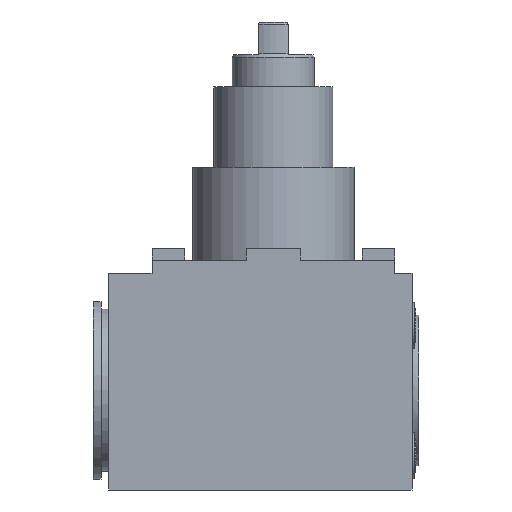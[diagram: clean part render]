
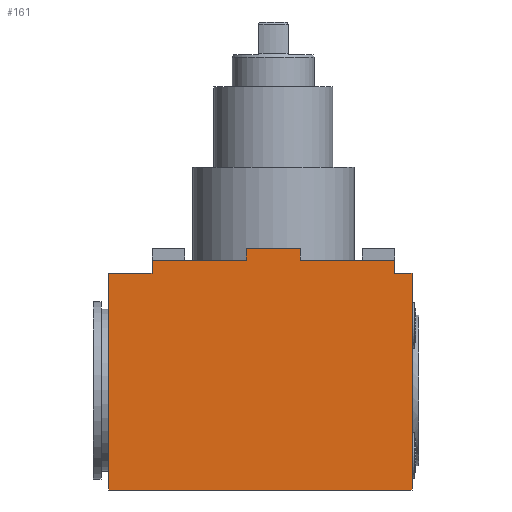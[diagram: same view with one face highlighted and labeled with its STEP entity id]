
A CAD part, front view. The second image highlights one B-rep face of the part: STEP entity #161.
In plain terms, the highlighted planar face has unit normal (0, -1, 0).
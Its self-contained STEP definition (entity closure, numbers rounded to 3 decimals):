
#97=FACE_OUTER_BOUND('',#412,.T.);
#161=ADVANCED_FACE('',(#97),#231,.F.);
#231=PLANE('',#1485);
#412=EDGE_LOOP('',(#621,#622,#623,#624,#625,#626,#627,#628,#629,#630,#631,
#632));
#621=ORIENTED_EDGE('',*,*,#1077,.F.);
#622=ORIENTED_EDGE('',*,*,#998,.F.);
#623=ORIENTED_EDGE('',*,*,#1076,.F.);
#624=ORIENTED_EDGE('',*,*,#1078,.F.);
#625=ORIENTED_EDGE('',*,*,#1079,.F.);
#626=ORIENTED_EDGE('',*,*,#1080,.F.);
#627=ORIENTED_EDGE('',*,*,#1081,.F.);
#628=ORIENTED_EDGE('',*,*,#1082,.T.);
#629=ORIENTED_EDGE('',*,*,#1083,.F.);
#630=ORIENTED_EDGE('',*,*,#1084,.F.);
#631=ORIENTED_EDGE('',*,*,#1085,.F.);
#632=ORIENTED_EDGE('',*,*,#1086,.F.);
#867=VERTEX_POINT('',#1997);
#868=VERTEX_POINT('',#1999);
#927=VERTEX_POINT('',#2288);
#928=VERTEX_POINT('',#2292);
#929=VERTEX_POINT('',#2294);
#930=VERTEX_POINT('',#2296);
#931=VERTEX_POINT('',#2298);
#932=VERTEX_POINT('',#2300);
#933=VERTEX_POINT('',#2302);
#934=VERTEX_POINT('',#2304);
#935=VERTEX_POINT('',#2306);
#936=VERTEX_POINT('',#2308);
#998=EDGE_CURVE('',#867,#868,#1187,.T.);
#1076=EDGE_CURVE('',#927,#867,#1219,.T.);
#1077=EDGE_CURVE('',#868,#928,#1220,.T.);
#1078=EDGE_CURVE('',#929,#927,#1221,.T.);
#1079=EDGE_CURVE('',#930,#929,#1222,.T.);
#1080=EDGE_CURVE('',#931,#930,#1223,.T.);
#1081=EDGE_CURVE('',#932,#931,#1224,.T.);
#1082=EDGE_CURVE('',#932,#933,#1225,.T.);
#1083=EDGE_CURVE('',#934,#933,#1226,.T.);
#1084=EDGE_CURVE('',#935,#934,#1227,.T.);
#1085=EDGE_CURVE('',#936,#935,#1228,.T.);
#1086=EDGE_CURVE('',#928,#936,#1229,.T.);
#1187=LINE('',#1998,#1293);
#1219=LINE('',#2289,#1325);
#1220=LINE('',#2291,#1326);
#1221=LINE('',#2293,#1327);
#1222=LINE('',#2295,#1328);
#1223=LINE('',#2297,#1329);
#1224=LINE('',#2299,#1330);
#1225=LINE('',#2301,#1331);
#1226=LINE('',#2303,#1332);
#1227=LINE('',#2305,#1333);
#1228=LINE('',#2307,#1334);
#1229=LINE('',#2309,#1335);
#1293=VECTOR('',#1581,1.);
#1325=VECTOR('',#1743,1.);
#1326=VECTOR('',#1746,1.);
#1327=VECTOR('',#1747,1.);
#1328=VECTOR('',#1748,1.);
#1329=VECTOR('',#1749,1.);
#1330=VECTOR('',#1750,1.);
#1331=VECTOR('',#1751,1.);
#1332=VECTOR('',#1752,1.);
#1333=VECTOR('',#1753,1.);
#1334=VECTOR('',#1754,1.);
#1335=VECTOR('',#1755,1.);
#1485=AXIS2_PLACEMENT_3D('',#2310,#1756,#1757);
#1581=DIRECTION('',(0.,0.,-1.));
#1743=DIRECTION('',(1.,0.,0.));
#1746=DIRECTION('',(-1.,0.,0.));
#1747=DIRECTION('',(0.,0.,-1.));
#1748=DIRECTION('',(1.,0.,0.));
#1749=DIRECTION('',(0.,0.,-1.));
#1750=DIRECTION('',(1.,0.,0.));
#1751=DIRECTION('',(0.,0.,-1.));
#1752=DIRECTION('',(1.,0.,0.));
#1753=DIRECTION('',(0.,0.,1.));
#1754=DIRECTION('',(1.,0.,0.));
#1755=DIRECTION('',(0.,0.,1.));
#1756=DIRECTION('',(0.,1.,0.));
#1757=DIRECTION('',(0.,0.,1.));
#1997=CARTESIAN_POINT('',(64.,-56.,-6.));
#1998=CARTESIAN_POINT('',(64.,-56.,-106.));
#1999=CARTESIAN_POINT('',(64.,-56.,-106.));
#2288=CARTESIAN_POINT('',(56.,-56.,-6.));
#2289=CARTESIAN_POINT('',(56.,-56.,-6.));
#2291=CARTESIAN_POINT('',(64.,-56.,-106.));
#2292=CARTESIAN_POINT('',(-76.,-56.,-106.));
#2293=CARTESIAN_POINT('',(56.,-56.,0.));
#2294=CARTESIAN_POINT('',(56.,-56.,0.));
#2295=CARTESIAN_POINT('',(-56.,-56.,0.));
#2296=CARTESIAN_POINT('',(12.5,-56.,0.));
#2297=CARTESIAN_POINT('',(12.5,-56.,5.5));
#2298=CARTESIAN_POINT('',(12.5,-56.,5.5));
#2299=CARTESIAN_POINT('',(12.5,-56.,5.5));
#2300=CARTESIAN_POINT('',(-12.5,-56.,5.5));
#2301=CARTESIAN_POINT('',(-12.5,-56.,5.5));
#2302=CARTESIAN_POINT('',(-12.5,-56.,0.));
#2303=CARTESIAN_POINT('',(-56.,-56.,0.));
#2304=CARTESIAN_POINT('',(-56.,-56.,0.));
#2305=CARTESIAN_POINT('',(-56.,-56.,-6.));
#2306=CARTESIAN_POINT('',(-56.,-56.,-6.));
#2307=CARTESIAN_POINT('',(-56.,-56.,-6.));
#2308=CARTESIAN_POINT('',(-76.,-56.,-6.));
#2309=CARTESIAN_POINT('',(-76.,-56.,-106.));
#2310=CARTESIAN_POINT('',(-76.,-56.,-106.));
